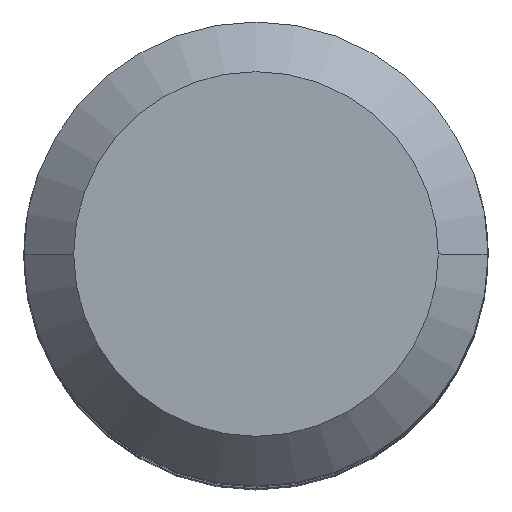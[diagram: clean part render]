
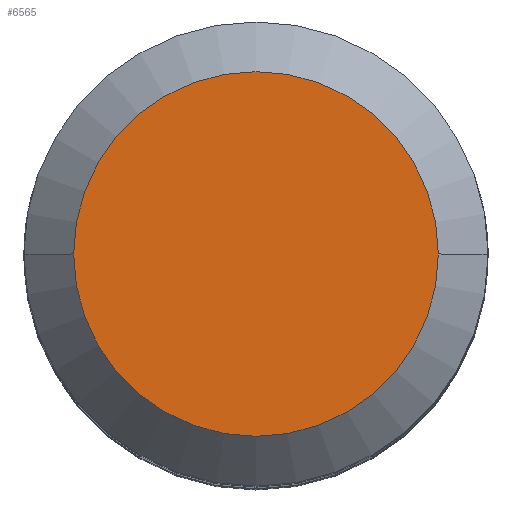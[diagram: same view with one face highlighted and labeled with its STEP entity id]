
A CAD part, top view. The second image highlights one B-rep face of the part: STEP entity #6565.
In plain terms, the highlighted planar face has unit normal (0, 0, 1).
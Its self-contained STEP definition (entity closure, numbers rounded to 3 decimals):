
#222 = FACE_OUTER_BOUND ( 'NONE', #7488, .T. ) ;
#261 = AXIS2_PLACEMENT_3D ( 'NONE', #7481, #2851, #507 ) ;
#411 = CARTESIAN_POINT ( 'NONE',  ( 0., 0., 136. ) ) ;
#507 = DIRECTION ( 'NONE',  ( -1., 0., 0. ) ) ;
#667 = CIRCLE ( 'NONE', #1537, 11. ) ;
#1065 = CARTESIAN_POINT ( 'NONE',  ( 11., 0., 136. ) ) ;
#1304 = VERTEX_POINT ( 'NONE', #6471 ) ;
#1490 = DIRECTION ( 'NONE',  ( 0., 0., 1. ) ) ;
#1537 = AXIS2_PLACEMENT_3D ( 'NONE', #411, #1490, #3269 ) ;
#2075 = DIRECTION ( 'NONE',  ( 0., 0., 1. ) ) ;
#2424 = CIRCLE ( 'NONE', #7323, 11. ) ;
#2670 = DIRECTION ( 'NONE',  ( -1., 0., 0. ) ) ;
#2851 = DIRECTION ( 'NONE',  ( 0., 0., -1. ) ) ;
#3269 = DIRECTION ( 'NONE',  ( -1., 0., 0. ) ) ;
#3371 = ORIENTED_EDGE ( 'NONE', *, *, #6157, .T. ) ;
#3844 = VERTEX_POINT ( 'NONE', #1065 ) ;
#4374 = CARTESIAN_POINT ( 'NONE',  ( 0., 0., 136. ) ) ;
#5689 = ORIENTED_EDGE ( 'NONE', *, *, #6812, .T. ) ;
#6157 = EDGE_CURVE ( 'NONE', #3844, #1304, #667, .T. ) ;
#6327 = PLANE ( 'NONE',  #261 ) ;
#6471 = CARTESIAN_POINT ( 'NONE',  ( -11., 0., 136. ) ) ;
#6565 = ADVANCED_FACE ( 'NONE', ( #222 ), #6327, .F. ) ;
#6812 = EDGE_CURVE ( 'NONE', #1304, #3844, #2424, .T. ) ;
#7323 = AXIS2_PLACEMENT_3D ( 'NONE', #4374, #2075, #2670 ) ;
#7481 = CARTESIAN_POINT ( 'NONE',  ( 0., 14., 136. ) ) ;
#7488 = EDGE_LOOP ( 'NONE', ( #5689, #3371 ) ) ;
